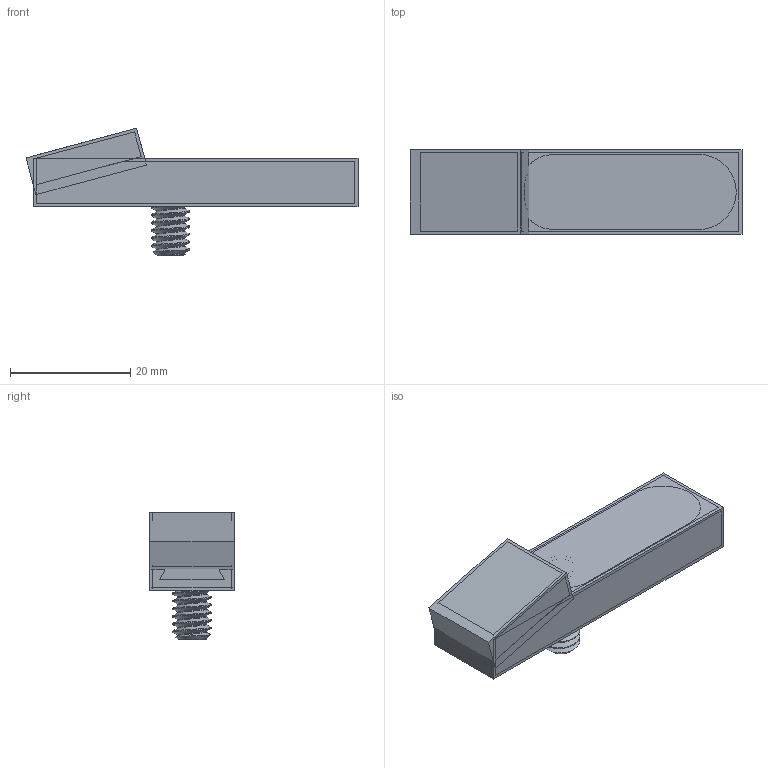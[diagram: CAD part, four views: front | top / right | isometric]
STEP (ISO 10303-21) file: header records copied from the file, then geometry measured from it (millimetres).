
FILE_DESCRIPTION(/* description */ (''),/* implementation_level */ '2;1');
FILE_NAME(/* name */ 'Toe Clamp_v61.step',/* time_stamp */ '2020-09-23T18:58:20-07:00',/* author */ (''),/* organization */ (''),/* preprocessor_version */ 'ST-DEVELOPER v18.1',/* originating_system */ 'Autodesk Translation Framework v9.3.0.1241',/* authorisation */ '');
FILE_SCHEMA (('AUTOMOTIVE_DESIGN { 1 0 10303 214 3 1 1 }'));
Length unit declared in the file: millimetre
Products named in the file (5): Toe Clamp; Component1; Component2; 92605A129; 92949A537
Assembly tree (4 placements, depth 2):
  Toe Clamp
    Component1
    Component2
    92605A129
    92949A537
Bounding box: 55.23 x 14 x 21.23 mm (x, y, z)
Volume: 12616.4 mm3; surface area: 8243.9 mm2
Topology: 6 solids, 6 shells, 193 faces, 462 edges, 284 vertices
Faces by surface type: plane 109, cylinder 52, cone 24, bspline 4, torus 3, sphere 1
Full cylindrical faces by diameter (mm): 4.7 x10, 4.701 x11, 6 x9, 6.35 x8, 11.1 x1
Entity records: 9204 total; most frequent: CARTESIAN_POINT 4868, ORIENTED_EDGE 922, DIRECTION 801, EDGE_CURVE 461, VERTEX_POINT 284, LINE 273, VECTOR 273, AXIS2_PLACEMENT_3D 264
